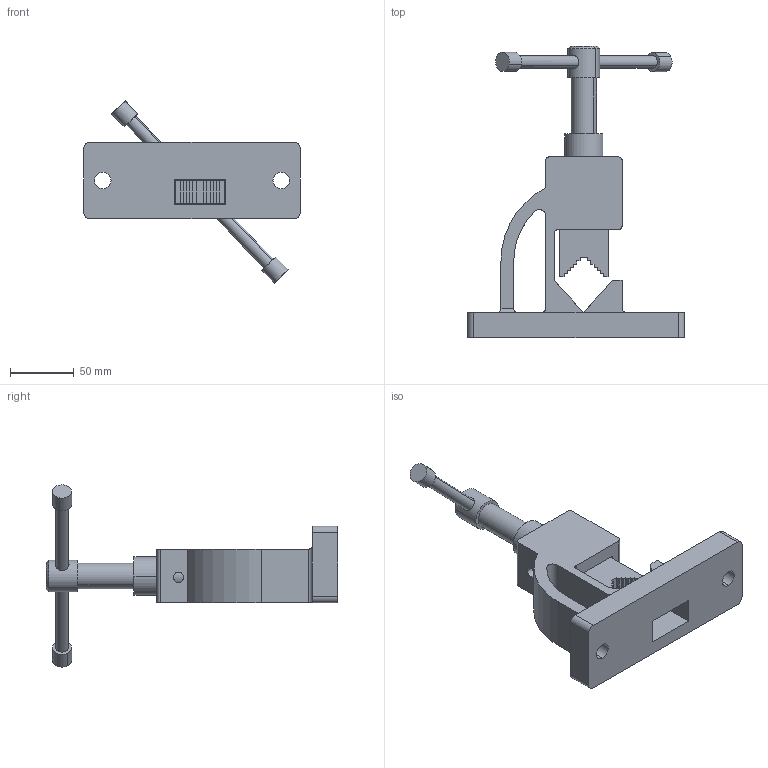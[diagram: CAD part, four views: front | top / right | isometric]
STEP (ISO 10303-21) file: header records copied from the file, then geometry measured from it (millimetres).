
FILE_DESCRIPTION (( 'STEP AP214' ), '1' );
FILE_NAME ('pipe_vice_assembly.STEP', '2025-07-14T16:33:55', ( '' ), ( '' ), 'SwSTEP 2.0', 'SolidWorks 2025', '' );
FILE_SCHEMA (( 'AUTOMOTIVE_DESIGN' ));
Length unit declared in the file: millimetre
Products named in the file (6): handle_screw; base; handle; screw; pipe_vice_assembly; moveable-jaw
Assembly tree (6 placements, depth 2):
  pipe_vice_assembly
    base
    handle
    handle_screw  x2
    moveable-jaw
    screw
Bounding box: 170 x 228.87 x 142.98 mm (x, y, z)
Volume: 468821.7 mm3; surface area: 102716.9 mm2
Topology: 6 solids, 6 shells, 148 faces, 378 edges, 240 vertices
Faces by surface type: plane 78, cylinder 60, cone 10
Entity records: 4723 total; most frequent: CARTESIAN_POINT 1034, DIRECTION 748, ORIENTED_EDGE 712, EDGE_CURVE 356, AXIS2_PLACEMENT_3D 253, LINE 242, VECTOR 242, VERTEX_POINT 231
